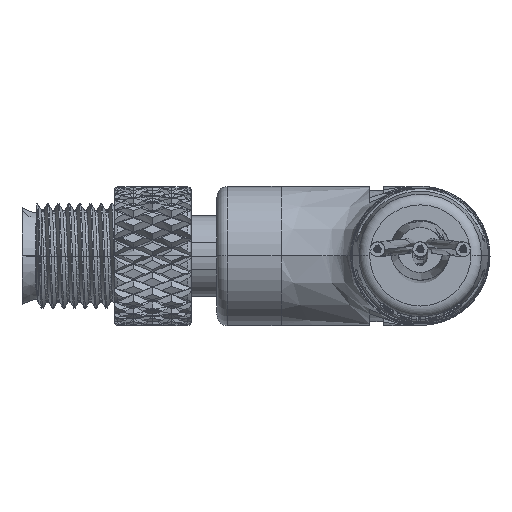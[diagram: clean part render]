
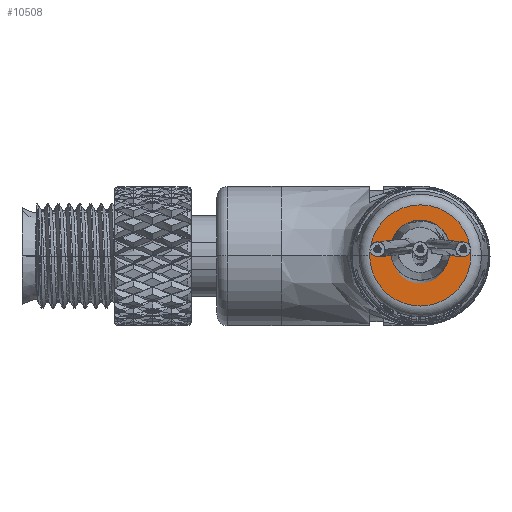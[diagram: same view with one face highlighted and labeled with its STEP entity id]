
A CAD part, top view. The second image highlights one B-rep face of the part: STEP entity #10508.
In plain terms, the highlighted planar face has unit normal (0, 0, 1).
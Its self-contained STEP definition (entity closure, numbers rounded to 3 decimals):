
#4687 = CARTESIAN_POINT ( 'NONE',  ( 13.863, 0., 16.75 ) ) ;
#5507 = DIRECTION ( 'NONE',  ( 0., 0., -1. ) ) ;
#8868 = ORIENTED_EDGE ( 'NONE', *, *, #38623, .T. ) ;
#9837 = AXIS2_PLACEMENT_3D ( 'NONE', #63364, #27350, #32293 ) ;
#10508 = ADVANCED_FACE ( 'NONE', ( #31324 ), #26040, .F. ) ;
#12568 = VERTEX_POINT ( 'NONE', #29124 ) ;
#15676 = CARTESIAN_POINT ( 'NONE',  ( 11.5, 0., 16.75 ) ) ;
#20076 = ORIENTED_EDGE ( 'NONE', *, *, #51753, .T. ) ;
#22796 = DIRECTION ( 'NONE',  ( -1., 0., 0. ) ) ;
#23687 = DIRECTION ( 'NONE',  ( 0., 0., 1. ) ) ;
#26040 = PLANE ( 'NONE',  #50240 ) ;
#27350 = DIRECTION ( 'NONE',  ( 0., 0., 1. ) ) ;
#28206 = EDGE_LOOP ( 'NONE', ( #8868, #20076 ) ) ;
#28750 = AXIS2_PLACEMENT_3D ( 'NONE', #54527, #23687, #22796 ) ;
#29124 = CARTESIAN_POINT ( 'NONE',  ( 9.137, 0., 16.75 ) ) ;
#31324 = FACE_OUTER_BOUND ( 'NONE', #28206, .T. ) ;
#32293 = DIRECTION ( 'NONE',  ( -1., 0., 0. ) ) ;
#38623 = EDGE_CURVE ( 'NONE', #12568, #52533, #60121, .T. ) ;
#50240 = AXIS2_PLACEMENT_3D ( 'NONE', #15676, #5507, #57069 ) ;
#51753 = EDGE_CURVE ( 'NONE', #52533, #12568, #63277, .T. ) ;
#52533 = VERTEX_POINT ( 'NONE', #4687 ) ;
#54527 = CARTESIAN_POINT ( 'NONE',  ( 11.5, 0., 16.75 ) ) ;
#57069 = DIRECTION ( 'NONE',  ( -1., 0., 0. ) ) ;
#60121 = CIRCLE ( 'NONE', #28750, 2.363 ) ;
#63277 = CIRCLE ( 'NONE', #9837, 2.363 ) ;
#63364 = CARTESIAN_POINT ( 'NONE',  ( 11.5, 0., 16.75 ) ) ;
